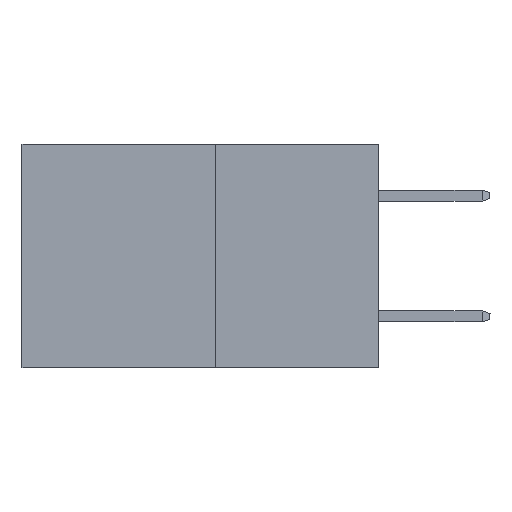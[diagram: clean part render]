
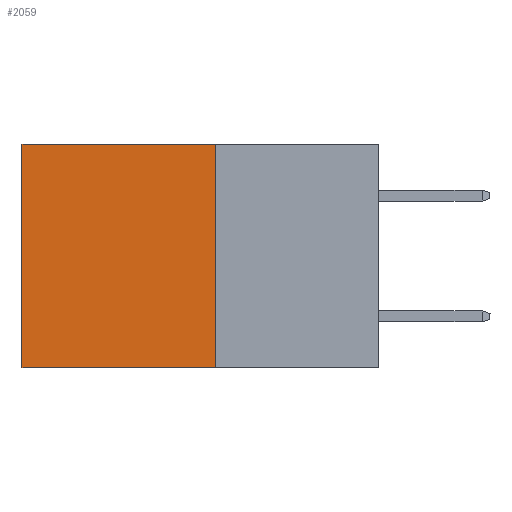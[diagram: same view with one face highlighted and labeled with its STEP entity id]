
A CAD part, left-side view. The second image highlights one B-rep face of the part: STEP entity #2059.
In plain terms, the highlighted planar face has unit normal (-1, 0, 0).
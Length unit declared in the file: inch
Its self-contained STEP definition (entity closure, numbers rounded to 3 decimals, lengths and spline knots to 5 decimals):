
#342 = EDGE_CURVE ( 'NONE', #9250, #7900, #8947, .T. ) ;
#684 = EDGE_CURVE ( 'NONE', #7900, #6833, #8625, .T. ) ;
#781 = EDGE_LOOP ( 'NONE', ( #9244, #3486, #5649, #9468 ) ) ;
#1157 = EDGE_CURVE ( 'NONE', #9250, #2761, #9606, .T. ) ;
#1266 = CARTESIAN_POINT ( 'NONE',  ( 0.277, 0.59, -0.37 ) ) ;
#1503 = LINE ( 'NONE', #1903, #9364 ) ;
#1903 = CARTESIAN_POINT ( 'NONE',  ( 0.277, 0.27, -0.37 ) ) ;
#1937 = CARTESIAN_POINT ( 'NONE',  ( 0.277, 0.59, 0. ) ) ;
#2005 = CARTESIAN_POINT ( 'NONE',  ( 0.277, 0.27, -0.37 ) ) ;
#2059 = ADVANCED_FACE ( 'NONE', ( #9234 ), #8436, .F. ) ;
#2481 = DIRECTION ( 'NONE',  ( 0., 0., -1. ) ) ;
#2712 = DIRECTION ( 'NONE',  ( 0., 1., 0. ) ) ;
#2761 = VERTEX_POINT ( 'NONE', #6711 ) ;
#2784 = DIRECTION ( 'NONE',  ( 0., 0., -1. ) ) ;
#2919 = AXIS2_PLACEMENT_3D ( 'NONE', #4950, #4971, #2784 ) ;
#3159 = DIRECTION ( 'NONE',  ( 0., 1., 0. ) ) ;
#3393 = DIRECTION ( 'NONE',  ( 0., 0., -1. ) ) ;
#3486 = ORIENTED_EDGE ( 'NONE', *, *, #7856, .F. ) ;
#4733 = VECTOR ( 'NONE', #2481, 39.37008 ) ;
#4950 = CARTESIAN_POINT ( 'NONE',  ( 0.277, 0.27, -0.37 ) ) ;
#4971 = DIRECTION ( 'NONE',  ( 1., 0., 0. ) ) ;
#5649 = ORIENTED_EDGE ( 'NONE', *, *, #1157, .F. ) ;
#5805 = VECTOR ( 'NONE', #3393, 39.37008 ) ;
#6711 = CARTESIAN_POINT ( 'NONE',  ( 0.277, 0.27, -0.37 ) ) ;
#6833 = VERTEX_POINT ( 'NONE', #1266 ) ;
#7116 = VECTOR ( 'NONE', #3159, 39.37008 ) ;
#7856 = EDGE_CURVE ( 'NONE', #2761, #6833, #1503, .T. ) ;
#7900 = VERTEX_POINT ( 'NONE', #1937 ) ;
#8436 = PLANE ( 'NONE',  #2919 ) ;
#8625 = LINE ( 'NONE', #9445, #4733 ) ;
#8947 = LINE ( 'NONE', #9371, #7116 ) ;
#9234 = FACE_OUTER_BOUND ( 'NONE', #781, .T. ) ;
#9244 = ORIENTED_EDGE ( 'NONE', *, *, #684, .T. ) ;
#9250 = VERTEX_POINT ( 'NONE', #9616 ) ;
#9364 = VECTOR ( 'NONE', #2712, 39.37008 ) ;
#9371 = CARTESIAN_POINT ( 'NONE',  ( 0.277, 0.27, 0. ) ) ;
#9445 = CARTESIAN_POINT ( 'NONE',  ( 0.277, 0.59, -0.37 ) ) ;
#9468 = ORIENTED_EDGE ( 'NONE', *, *, #342, .T. ) ;
#9606 = LINE ( 'NONE', #2005, #5805 ) ;
#9616 = CARTESIAN_POINT ( 'NONE',  ( 0.277, 0.27, 0. ) ) ;
